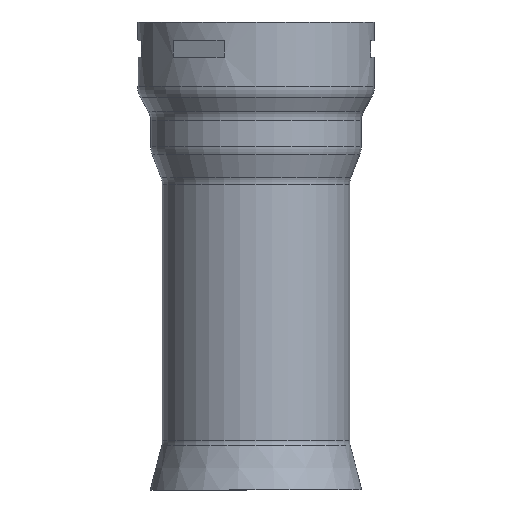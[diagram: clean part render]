
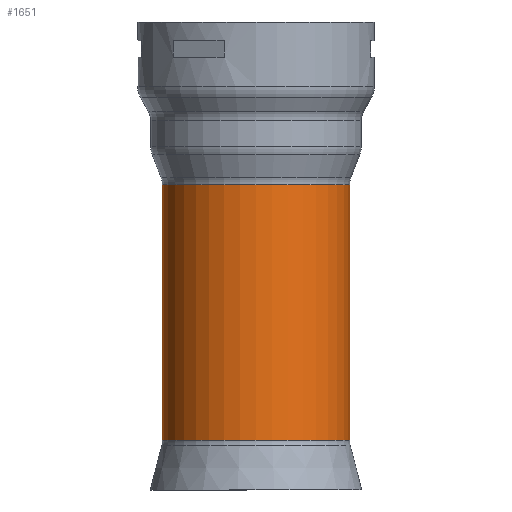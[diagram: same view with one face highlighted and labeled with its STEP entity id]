
A CAD part, front view. The second image highlights one B-rep face of the part: STEP entity #1651.
In plain terms, the highlighted cylindrical face has radius 400 mm (diameter 800 mm), a full revolution.
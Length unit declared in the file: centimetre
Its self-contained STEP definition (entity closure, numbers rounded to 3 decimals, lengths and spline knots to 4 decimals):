
#44=CYLINDRICAL_SURFACE('',#1846,40.);
#143=CIRCLE('',#1844,40.);
#144=CIRCLE('',#1845,40.);
#145=CIRCLE('',#1847,40.);
#146=CIRCLE('',#1848,40.);
#258=FACE_OUTER_BOUND('',#356,.T.);
#356=EDGE_LOOP('',(#1491,#1492,#1493,#1494,#1495,#1496));
#494=LINE('',#2861,#629);
#629=VECTOR('',#2369,40.);
#780=VERTEX_POINT('',#2851);
#781=VERTEX_POINT('',#2853);
#782=VERTEX_POINT('',#2857);
#783=VERTEX_POINT('',#2858);
#1018=EDGE_CURVE('',#781,#780,#143,.T.);
#1019=EDGE_CURVE('',#780,#781,#144,.T.);
#1020=EDGE_CURVE('',#782,#783,#145,.T.);
#1021=EDGE_CURVE('',#783,#782,#146,.T.);
#1022=EDGE_CURVE('',#783,#781,#494,.T.);
#1491=ORIENTED_EDGE('',*,*,#1020,.F.);
#1492=ORIENTED_EDGE('',*,*,#1021,.F.);
#1493=ORIENTED_EDGE('',*,*,#1022,.T.);
#1494=ORIENTED_EDGE('',*,*,#1018,.T.);
#1495=ORIENTED_EDGE('',*,*,#1019,.T.);
#1496=ORIENTED_EDGE('',*,*,#1022,.F.);
#1651=ADVANCED_FACE('',(#258),#44,.T.);
#1844=AXIS2_PLACEMENT_3D('',#2854,#2359,#2360);
#1845=AXIS2_PLACEMENT_3D('',#2855,#2361,#2362);
#1846=AXIS2_PLACEMENT_3D('',#2856,#2363,#2364);
#1847=AXIS2_PLACEMENT_3D('',#2859,#2365,#2366);
#1848=AXIS2_PLACEMENT_3D('',#2860,#2367,#2368);
#2359=DIRECTION('center_axis',(0.,0.,
-1.));
#2360=DIRECTION('ref_axis',(1.,0.,0.));
#2361=DIRECTION('center_axis',(0.,0.,
-1.));
#2362=DIRECTION('ref_axis',(1.,0.,0.));
#2363=DIRECTION('center_axis',(0.,0.,
-1.));
#2364=DIRECTION('ref_axis',(-1.,0.,0.));
#2365=DIRECTION('center_axis',(0.,0.,
-1.));
#2366=DIRECTION('ref_axis',(1.,0.,0.));
#2367=DIRECTION('center_axis',(0.,0.,
-1.));
#2368=DIRECTION('ref_axis',(1.,0.,0.));
#2369=DIRECTION('',(0.,0.,1.));
#2851=CARTESIAN_POINT('',(0.,-40.,130.5146));
#2853=CARTESIAN_POINT('',(40.,0.,130.5146));
#2854=CARTESIAN_POINT('Origin',(0.,0.,
130.5146));
#2855=CARTESIAN_POINT('Origin',(0.,0.,
130.5146));
#2856=CARTESIAN_POINT('Origin',(0.,0.,
75.8597));
#2857=CARTESIAN_POINT('',(0.,-40.,21.2047));
#2858=CARTESIAN_POINT('',(40.,0.,21.2047));
#2859=CARTESIAN_POINT('Origin',(0.,0.,21.2047));
#2860=CARTESIAN_POINT('Origin',(0.,0.,21.2047));
#2861=CARTESIAN_POINT('',(40.,0.,75.8597));
